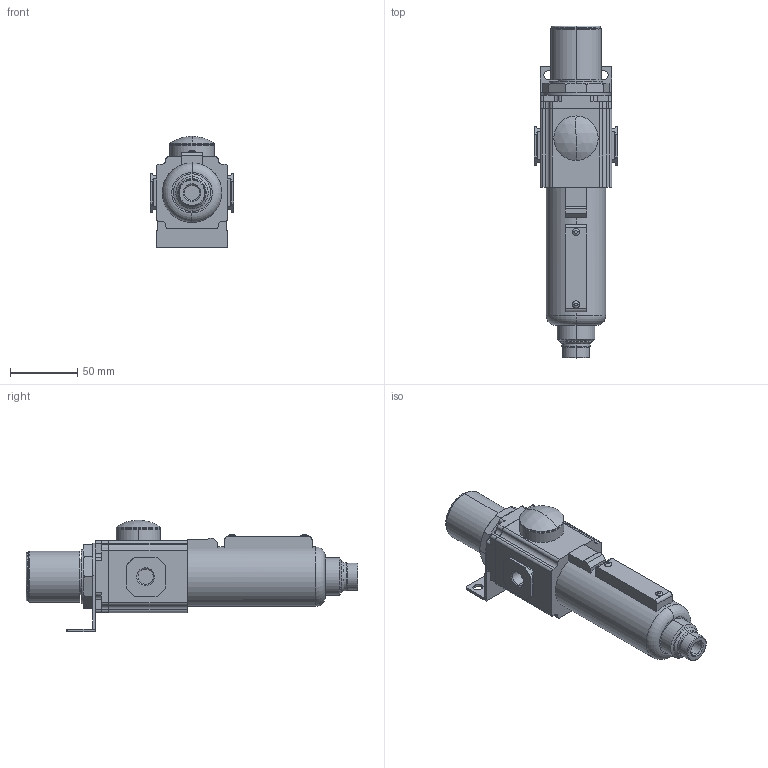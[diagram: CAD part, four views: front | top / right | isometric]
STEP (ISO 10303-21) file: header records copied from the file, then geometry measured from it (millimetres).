
FILE_DESCRIPTION (( 'STEP AP203' ), '1' );
FILE_NAME ('AFR2-3232-AD.step', '2020-04-16T19:55:17', ( '' ), ( '' ), 'SwSTEP 2.0', 'SolidWorks 2019', '' );
FILE_SCHEMA (( 'CONFIG_CONTROL_DESIGN' ));
Length unit declared in the file: millimetre
Products named in the file (1): AFR2-3232-AD
Bounding box: 62.5 x 247 x 83.03 mm (x, y, z)
Volume: 442047.7 mm3; surface area: 52289.3 mm2
Topology: 1 solids, 1 shells, 235 faces, 610 edges, 391 vertices
Faces by surface type: plane 128, cylinder 77, cone 14, torus 10, bspline 4, sphere 2
Entity records: 7675 total; most frequent: CARTESIAN_POINT 1741, DIRECTION 1240, ORIENTED_EDGE 1220, EDGE_CURVE 610, AXIS2_PLACEMENT_3D 426, VERTEX_POINT 391, VECTOR 388, LINE 388
